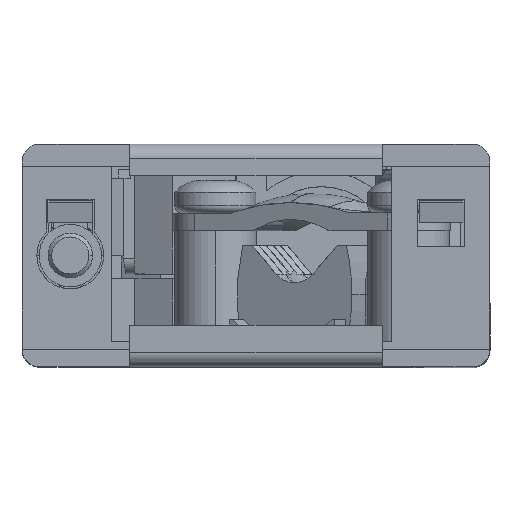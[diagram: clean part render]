
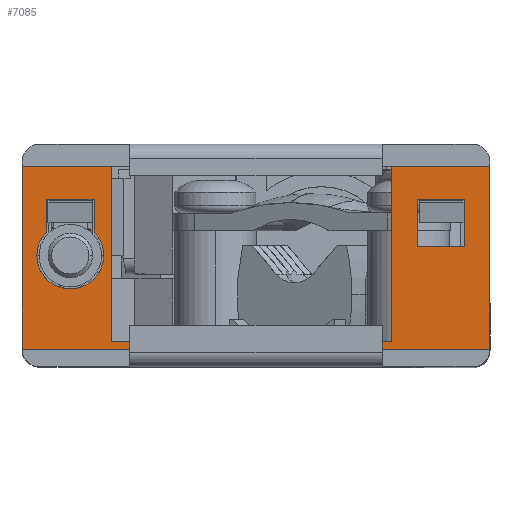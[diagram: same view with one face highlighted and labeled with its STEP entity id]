
A CAD part, top view. The second image highlights one B-rep face of the part: STEP entity #7085.
In plain terms, the highlighted planar face has unit normal (0, 0, 1).
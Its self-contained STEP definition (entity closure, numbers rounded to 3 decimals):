
#160 = AXIS2_PLACEMENT_3D ( 'NONE', #230, #12098, #5399 ) ;
#200 = ORIENTED_EDGE ( 'NONE', *, *, #14736, .F. ) ;
#230 = CARTESIAN_POINT ( 'NONE',  ( -15.75, 1.2, -3. ) ) ;
#342 = FACE_BOUND ( 'NONE', #17380, .T. ) ;
#830 = ORIENTED_EDGE ( 'NONE', *, *, #15233, .F. ) ;
#936 = LINE ( 'NONE', #9349, #10103 ) ;
#1313 = DIRECTION ( 'NONE',  ( -1., 0., 0. ) ) ;
#1432 = VERTEX_POINT ( 'NONE', #11762 ) ;
#1577 = VERTEX_POINT ( 'NONE', #8753 ) ;
#1739 = EDGE_CURVE ( 'NONE', #8838, #13724, #2248, .T. ) ;
#1841 = ORIENTED_EDGE ( 'NONE', *, *, #21927, .F. ) ;
#1964 = DIRECTION ( 'NONE',  ( 0., 1., 0. ) ) ;
#2226 = CARTESIAN_POINT ( 'NONE',  ( -15.75, 13.5, -3. ) ) ;
#2248 = LINE ( 'NONE', #9084, #2779 ) ;
#2410 = EDGE_CURVE ( 'NONE', #9468, #1577, #16519, .T. ) ;
#2650 = VECTOR ( 'NONE', #1313, 1000. ) ;
#2779 = VECTOR ( 'NONE', #14329, 1000. ) ;
#2816 = CARTESIAN_POINT ( 'NONE',  ( 10.85, 11.3, -3. ) ) ;
#2844 = VECTOR ( 'NONE', #5999, 1000. ) ;
#2925 = VECTOR ( 'NONE', #3200, 1000. ) ;
#2943 = DIRECTION ( 'NONE',  ( -1., 0., 0. ) ) ;
#3008 = EDGE_CURVE ( 'NONE', #19269, #9077, #5679, .T. ) ;
#3148 = VECTOR ( 'NONE', #2943, 1000. ) ;
#3200 = DIRECTION ( 'NONE',  ( -1., 0., 0. ) ) ;
#3255 = CARTESIAN_POINT ( 'NONE',  ( -10.9, 11.3, -3. ) ) ;
#3578 = EDGE_LOOP ( 'NONE', ( #19003, #1841, #21331, #19456, #10726, #17497, #11491, #19863 ) ) ;
#4449 = VECTOR ( 'NONE', #8651, 1000. ) ;
#4514 = DIRECTION ( 'NONE',  ( 0., 0., 1. ) ) ;
#4944 = VERTEX_POINT ( 'NONE', #7165 ) ;
#5224 = LINE ( 'NONE', #17288, #10072 ) ;
#5399 = DIRECTION ( 'NONE',  ( -1., 0., 0. ) ) ;
#5508 = FACE_BOUND ( 'NONE', #17015, .T. ) ;
#5679 = LINE ( 'NONE', #7562, #2844 ) ;
#5999 = DIRECTION ( 'NONE',  ( 1., 0., 0. ) ) ;
#6020 = EDGE_CURVE ( 'NONE', #20200, #7798, #9555, .T. ) ;
#6153 = DIRECTION ( 'NONE',  ( 0., 0., 1. ) ) ;
#6210 = EDGE_CURVE ( 'NONE', #4944, #8838, #16916, .T. ) ;
#6318 = VECTOR ( 'NONE', #21589, 1000. ) ;
#6535 = LINE ( 'NONE', #9778, #15531 ) ;
#6646 = DIRECTION ( 'NONE',  ( 1., 0., 0. ) ) ;
#7043 = VERTEX_POINT ( 'NONE', #10428 ) ;
#7045 = AXIS2_PLACEMENT_3D ( 'NONE', #17255, #8647, #17486 ) ;
#7085 = ADVANCED_FACE ( 'NONE', ( #5508, #342, #15460 ), #16896, .F. ) ;
#7165 = CARTESIAN_POINT ( 'NONE',  ( 9.15, 1.7, -3. ) ) ;
#7246 = CARTESIAN_POINT ( 'NONE',  ( 9.15, 13.5, -3. ) ) ;
#7498 = ORIENTED_EDGE ( 'NONE', *, *, #8221, .F. ) ;
#7500 = CARTESIAN_POINT ( 'NONE',  ( -12.5, 7.5, -3. ) ) ;
#7513 = VECTOR ( 'NONE', #15053, 1000. ) ;
#7562 = CARTESIAN_POINT ( 'NONE',  ( 10.85, 8.1, -3. ) ) ;
#7742 = CARTESIAN_POINT ( 'NONE',  ( -14.75, 7.5, -3. ) ) ;
#7798 = VERTEX_POINT ( 'NONE', #7975 ) ;
#7830 = VERTEX_POINT ( 'NONE', #9767 ) ;
#7975 = CARTESIAN_POINT ( 'NONE',  ( -14.1, 11.3, -3. ) ) ;
#8221 = EDGE_CURVE ( 'NONE', #9077, #11169, #14448, .T. ) ;
#8320 = VERTEX_POINT ( 'NONE', #20502 ) ;
#8348 = CARTESIAN_POINT ( 'NONE',  ( 10.85, 11.3, -3. ) ) ;
#8352 = AXIS2_PLACEMENT_3D ( 'NONE', #7500, #6153, #14535 ) ;
#8647 = DIRECTION ( 'NONE',  ( 0., 0., 1. ) ) ;
#8651 = DIRECTION ( 'NONE',  ( 0., 1., 0. ) ) ;
#8654 = EDGE_CURVE ( 'NONE', #11169, #9479, #13065, .T. ) ;
#8677 = AXIS2_PLACEMENT_3D ( 'NONE', #21531, #4514, #14165 ) ;
#8753 = CARTESIAN_POINT ( 'NONE',  ( -10.25, 7.5, -3. ) ) ;
#8838 = VERTEX_POINT ( 'NONE', #7246 ) ;
#9077 = VERTEX_POINT ( 'NONE', #18529 ) ;
#9084 = CARTESIAN_POINT ( 'NONE',  ( 9.15, 13.5, -3. ) ) ;
#9134 = DIRECTION ( 'NONE',  ( 0., -1., 0. ) ) ;
#9349 = CARTESIAN_POINT ( 'NONE',  ( -14.1, 11.3, -3. ) ) ;
#9369 = LINE ( 'NONE', #21244, #21534 ) ;
#9468 = VERTEX_POINT ( 'NONE', #7742 ) ;
#9479 = VERTEX_POINT ( 'NONE', #2816 ) ;
#9555 = LINE ( 'NONE', #21655, #3148 ) ;
#9635 = DIRECTION ( 'NONE',  ( 0., 1., 0. ) ) ;
#9726 = ORIENTED_EDGE ( 'NONE', *, *, #3008, .F. ) ;
#9767 = CARTESIAN_POINT ( 'NONE',  ( -9.75, 1.7, -3. ) ) ;
#9778 = CARTESIAN_POINT ( 'NONE',  ( 9.15, 1.7, -3. ) ) ;
#9800 = EDGE_CURVE ( 'NONE', #1577, #1432, #14071, .T. ) ;
#9830 = CARTESIAN_POINT ( 'NONE',  ( 10.85, 11.3, -3. ) ) ;
#10007 = CARTESIAN_POINT ( 'NONE',  ( -15.75, 1.2, -3. ) ) ;
#10072 = VECTOR ( 'NONE', #1964, 1000. ) ;
#10103 = VECTOR ( 'NONE', #9134, 1000. ) ;
#10428 = CARTESIAN_POINT ( 'NONE',  ( 15.75, 1.2, -3. ) ) ;
#10454 = ORIENTED_EDGE ( 'NONE', *, *, #9800, .F. ) ;
#10475 = VERTEX_POINT ( 'NONE', #10007 ) ;
#10489 = EDGE_CURVE ( 'NONE', #7830, #4944, #6535, .T. ) ;
#10726 = ORIENTED_EDGE ( 'NONE', *, *, #15967, .F. ) ;
#10918 = EDGE_CURVE ( 'NONE', #10475, #21633, #21421, .T. ) ;
#11169 = VERTEX_POINT ( 'NONE', #13973 ) ;
#11491 = ORIENTED_EDGE ( 'NONE', *, *, #1739, .F. ) ;
#11762 = CARTESIAN_POINT ( 'NONE',  ( -10.9, 9.082, -3. ) ) ;
#12078 = ORIENTED_EDGE ( 'NONE', *, *, #19368, .F. ) ;
#12098 = DIRECTION ( 'NONE',  ( 0., 0., -1. ) ) ;
#12332 = CARTESIAN_POINT ( 'NONE',  ( 10.85, 8.1, -3. ) ) ;
#12457 = CARTESIAN_POINT ( 'NONE',  ( -15.75, 1.2, -3. ) ) ;
#13065 = LINE ( 'NONE', #9830, #2650 ) ;
#13372 = CARTESIAN_POINT ( 'NONE',  ( 15.75, 13.5, -3. ) ) ;
#13376 = VECTOR ( 'NONE', #15921, 1000. ) ;
#13378 = DIRECTION ( 'NONE',  ( 0., -1., 0. ) ) ;
#13465 = CIRCLE ( 'NONE', #7045, 2.25 ) ;
#13556 = ORIENTED_EDGE ( 'NONE', *, *, #2410, .F. ) ;
#13659 = EDGE_CURVE ( 'NONE', #21633, #19612, #20103, .T. ) ;
#13724 = VERTEX_POINT ( 'NONE', #13372 ) ;
#13973 = CARTESIAN_POINT ( 'NONE',  ( 14.05, 11.3, -3. ) ) ;
#14071 = CIRCLE ( 'NONE', #8352, 2.25 ) ;
#14165 = DIRECTION ( 'NONE',  ( 1., 0., 0. ) ) ;
#14329 = DIRECTION ( 'NONE',  ( 1., 0., 0. ) ) ;
#14339 = CARTESIAN_POINT ( 'NONE',  ( 14.05, 11.3, -3. ) ) ;
#14448 = LINE ( 'NONE', #14339, #15519 ) ;
#14535 = DIRECTION ( 'NONE',  ( 1., 0., 0. ) ) ;
#14721 = LINE ( 'NONE', #14941, #2925 ) ;
#14736 = EDGE_CURVE ( 'NONE', #9479, #19269, #22140, .T. ) ;
#14939 = CARTESIAN_POINT ( 'NONE',  ( -9.75, 13.5, -3. ) ) ;
#14941 = CARTESIAN_POINT ( 'NONE',  ( -15.75, 1.2, -3. ) ) ;
#14992 = CARTESIAN_POINT ( 'NONE',  ( -9.75, 13.5, -3. ) ) ;
#15053 = DIRECTION ( 'NONE',  ( 1., 0., 0. ) ) ;
#15233 = EDGE_CURVE ( 'NONE', #1432, #20200, #5224, .T. ) ;
#15460 = FACE_OUTER_BOUND ( 'NONE', #3578, .T. ) ;
#15519 = VECTOR ( 'NONE', #9635, 1000. ) ;
#15531 = VECTOR ( 'NONE', #6646, 1000. ) ;
#15921 = DIRECTION ( 'NONE',  ( 0., 1., 0. ) ) ;
#15942 = EDGE_CURVE ( 'NONE', #7043, #13724, #9369, .T. ) ;
#15949 = ORIENTED_EDGE ( 'NONE', *, *, #6020, .F. ) ;
#15967 = EDGE_CURVE ( 'NONE', #7043, #10475, #14721, .T. ) ;
#16210 = EDGE_CURVE ( 'NONE', #7798, #8320, #936, .T. ) ;
#16519 = CIRCLE ( 'NONE', #8677, 2.25 ) ;
#16525 = LINE ( 'NONE', #16631, #6318 ) ;
#16631 = CARTESIAN_POINT ( 'NONE',  ( -9.75, 13.5, -3. ) ) ;
#16896 = PLANE ( 'NONE',  #160 ) ;
#16916 = LINE ( 'NONE', #17376, #4449 ) ;
#17015 = EDGE_LOOP ( 'NONE', ( #9726, #200, #18973, #7498 ) ) ;
#17255 = CARTESIAN_POINT ( 'NONE',  ( -12.5, 7.5, -3. ) ) ;
#17288 = CARTESIAN_POINT ( 'NONE',  ( -10.9, 11.3, -3. ) ) ;
#17376 = CARTESIAN_POINT ( 'NONE',  ( 9.15, 1.7, -3. ) ) ;
#17380 = EDGE_LOOP ( 'NONE', ( #15949, #830, #10454, #13556, #12078, #17629 ) ) ;
#17486 = DIRECTION ( 'NONE',  ( 1., 0., 0. ) ) ;
#17497 = ORIENTED_EDGE ( 'NONE', *, *, #15942, .T. ) ;
#17629 = ORIENTED_EDGE ( 'NONE', *, *, #16210, .F. ) ;
#18529 = CARTESIAN_POINT ( 'NONE',  ( 14.05, 8.1, -3. ) ) ;
#18973 = ORIENTED_EDGE ( 'NONE', *, *, #8654, .F. ) ;
#19003 = ORIENTED_EDGE ( 'NONE', *, *, #10489, .F. ) ;
#19269 = VERTEX_POINT ( 'NONE', #12332 ) ;
#19368 = EDGE_CURVE ( 'NONE', #8320, #9468, #13465, .T. ) ;
#19456 = ORIENTED_EDGE ( 'NONE', *, *, #10918, .F. ) ;
#19551 = DIRECTION ( 'NONE',  ( 0., 1., 0. ) ) ;
#19612 = VERTEX_POINT ( 'NONE', #14992 ) ;
#19863 = ORIENTED_EDGE ( 'NONE', *, *, #6210, .F. ) ;
#20103 = LINE ( 'NONE', #14939, #7513 ) ;
#20200 = VERTEX_POINT ( 'NONE', #3255 ) ;
#20502 = CARTESIAN_POINT ( 'NONE',  ( -14.1, 9.082, -3. ) ) ;
#21244 = CARTESIAN_POINT ( 'NONE',  ( 15.75, 1.2, -3. ) ) ;
#21331 = ORIENTED_EDGE ( 'NONE', *, *, #13659, .F. ) ;
#21421 = LINE ( 'NONE', #12457, #13376 ) ;
#21531 = CARTESIAN_POINT ( 'NONE',  ( -12.5, 7.5, -3. ) ) ;
#21534 = VECTOR ( 'NONE', #19551, 1000. ) ;
#21589 = DIRECTION ( 'NONE',  ( 0., -1., 0. ) ) ;
#21633 = VERTEX_POINT ( 'NONE', #2226 ) ;
#21655 = CARTESIAN_POINT ( 'NONE',  ( -10.9, 11.3, -3. ) ) ;
#21859 = VECTOR ( 'NONE', #13378, 1000. ) ;
#21927 = EDGE_CURVE ( 'NONE', #19612, #7830, #16525, .T. ) ;
#22140 = LINE ( 'NONE', #8348, #21859 ) ;
